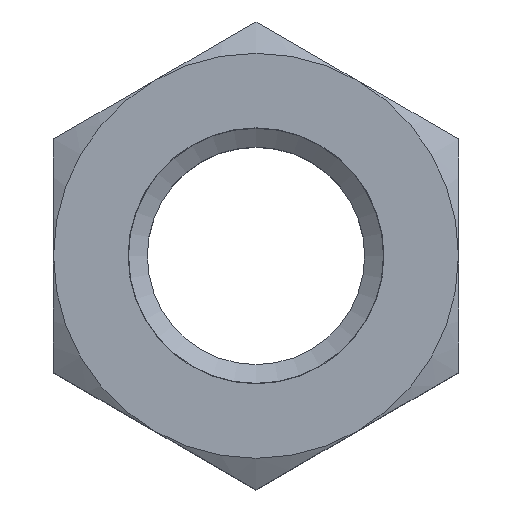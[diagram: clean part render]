
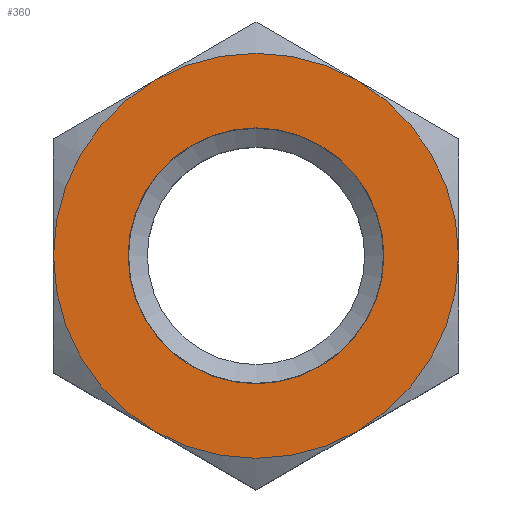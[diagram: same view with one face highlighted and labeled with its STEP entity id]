
A CAD part, top view. The second image highlights one B-rep face of the part: STEP entity #360.
In plain terms, the highlighted planar face has unit normal (0, 0, 1).
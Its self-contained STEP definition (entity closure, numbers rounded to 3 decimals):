
#14 = CARTESIAN_POINT ( 'NONE',  ( 0., 10.97, 0. ) ) ;
#17 = VERTEX_POINT ( 'NONE', #757 ) ;
#18 = PLANE ( 'NONE',  #372 ) ;
#56 = AXIS2_PLACEMENT_3D ( 'NONE', #351, #353, #356 ) ;
#59 = CARTESIAN_POINT ( 'NONE',  ( 0., 0., 0. ) ) ;
#77 = VERTEX_POINT ( 'NONE', #712 ) ;
#78 = AXIS2_PLACEMENT_3D ( 'NONE', #403, #397, #393 ) ;
#92 = AXIS2_PLACEMENT_3D ( 'NONE', #205, #206, #442 ) ;
#95 = CARTESIAN_POINT ( 'NONE',  ( 4.75, 8.227, 0. ) ) ;
#96 = FACE_BOUND ( 'NONE', #1095, .T. ) ;
#122 = ORIENTED_EDGE ( 'NONE', *, *, #218, .F. ) ;
#172 = CIRCLE ( 'NONE', #78, 9.5 ) ;
#198 = EDGE_CURVE ( 'NONE', #17, #401, #739, .T. ) ;
#205 = CARTESIAN_POINT ( 'NONE',  ( 0., 0., 0. ) ) ;
#206 = DIRECTION ( 'NONE',  ( 0., 0., -1. ) ) ;
#208 = CIRCLE ( 'NONE', #484, 9.5 ) ;
#211 = EDGE_CURVE ( 'NONE', #77, #17, #723, .T. ) ;
#212 = DIRECTION ( 'NONE',  ( 0., 0., -1. ) ) ;
#218 = EDGE_CURVE ( 'NONE', #1058, #77, #937, .T. ) ;
#220 = CARTESIAN_POINT ( 'NONE',  ( -4.75, 8.227, 0. ) ) ;
#239 = EDGE_CURVE ( 'NONE', #637, #1058, #208, .T. ) ;
#246 = CIRCLE ( 'NONE', #56, 9.5 ) ;
#255 = EDGE_CURVE ( 'NONE', #637, #483, #246, .T. ) ;
#265 = EDGE_CURVE ( 'NONE', #401, #483, #172, .T. ) ;
#268 = EDGE_CURVE ( 'NONE', #684, #684, #891, .T. ) ;
#324 = AXIS2_PLACEMENT_3D ( 'NONE', #417, #415, #414 ) ;
#345 = AXIS2_PLACEMENT_3D ( 'NONE', #429, #425, #424 ) ;
#351 = CARTESIAN_POINT ( 'NONE',  ( 0., 0., 0. ) ) ;
#353 = DIRECTION ( 'NONE',  ( 0., 0., 1. ) ) ;
#356 = DIRECTION ( 'NONE',  ( 1., 0., 0. ) ) ;
#360 = ADVANCED_FACE ( 'NONE', ( #455, #96 ), #18, .F. ) ;
#362 = DIRECTION ( 'NONE',  ( -1., 0., 0. ) ) ;
#372 = AXIS2_PLACEMENT_3D ( 'NONE', #14, #212, #620 ) ;
#388 = CARTESIAN_POINT ( 'NONE',  ( 0., 0., 0. ) ) ;
#393 = DIRECTION ( 'NONE',  ( -1., 0., 0. ) ) ;
#397 = DIRECTION ( 'NONE',  ( 0., 0., -1. ) ) ;
#401 = VERTEX_POINT ( 'NONE', #220 ) ;
#403 = CARTESIAN_POINT ( 'NONE',  ( 0., 0., 0. ) ) ;
#414 = DIRECTION ( 'NONE',  ( -1., 0., 0. ) ) ;
#415 = DIRECTION ( 'NONE',  ( 0., 0., -1. ) ) ;
#417 = CARTESIAN_POINT ( 'NONE',  ( 0., 0., 0. ) ) ;
#424 = DIRECTION ( 'NONE',  ( -1., 0., 0. ) ) ;
#425 = DIRECTION ( 'NONE',  ( 0., 0., -1. ) ) ;
#429 = CARTESIAN_POINT ( 'NONE',  ( 0., 0., 0. ) ) ;
#442 = DIRECTION ( 'NONE',  ( -1., 0., 0. ) ) ;
#455 = FACE_OUTER_BOUND ( 'NONE', #665, .T. ) ;
#483 = VERTEX_POINT ( 'NONE', #95 ) ;
#484 = AXIS2_PLACEMENT_3D ( 'NONE', #59, #638, #362 ) ;
#488 = ORIENTED_EDGE ( 'NONE', *, *, #198, .F. ) ;
#530 = ORIENTED_EDGE ( 'NONE', *, *, #211, .F. ) ;
#540 = CARTESIAN_POINT ( 'NONE',  ( 9.5, 0., 0. ) ) ;
#620 = DIRECTION ( 'NONE',  ( -1., 0., 0. ) ) ;
#637 = VERTEX_POINT ( 'NONE', #540 ) ;
#638 = DIRECTION ( 'NONE',  ( 0., 0., -1. ) ) ;
#665 = EDGE_LOOP ( 'NONE', ( #488, #530, #122, #828, #1079, #1104 ) ) ;
#684 = VERTEX_POINT ( 'NONE', #874 ) ;
#712 = CARTESIAN_POINT ( 'NONE',  ( -4.75, -8.227, 0. ) ) ;
#723 = CIRCLE ( 'NONE', #345, 9.5 ) ;
#739 = CIRCLE ( 'NONE', #92, 9.5 ) ;
#757 = CARTESIAN_POINT ( 'NONE',  ( -9.5, 0., 0. ) ) ;
#790 = DIRECTION ( 'NONE',  ( 0., 0., 1. ) ) ;
#813 = DIRECTION ( 'NONE',  ( 1., 0., 0. ) ) ;
#828 = ORIENTED_EDGE ( 'NONE', *, *, #239, .F. ) ;
#874 = CARTESIAN_POINT ( 'NONE',  ( 6., 0., 0. ) ) ;
#891 = CIRCLE ( 'NONE', #1069, 6. ) ;
#935 = CARTESIAN_POINT ( 'NONE',  ( 4.75, -8.227, 0. ) ) ;
#937 = CIRCLE ( 'NONE', #324, 9.5 ) ;
#951 = ORIENTED_EDGE ( 'NONE', *, *, #268, .F. ) ;
#1058 = VERTEX_POINT ( 'NONE', #935 ) ;
#1069 = AXIS2_PLACEMENT_3D ( 'NONE', #388, #790, #813 ) ;
#1079 = ORIENTED_EDGE ( 'NONE', *, *, #255, .T. ) ;
#1095 = EDGE_LOOP ( 'NONE', ( #951 ) ) ;
#1104 = ORIENTED_EDGE ( 'NONE', *, *, #265, .F. ) ;
